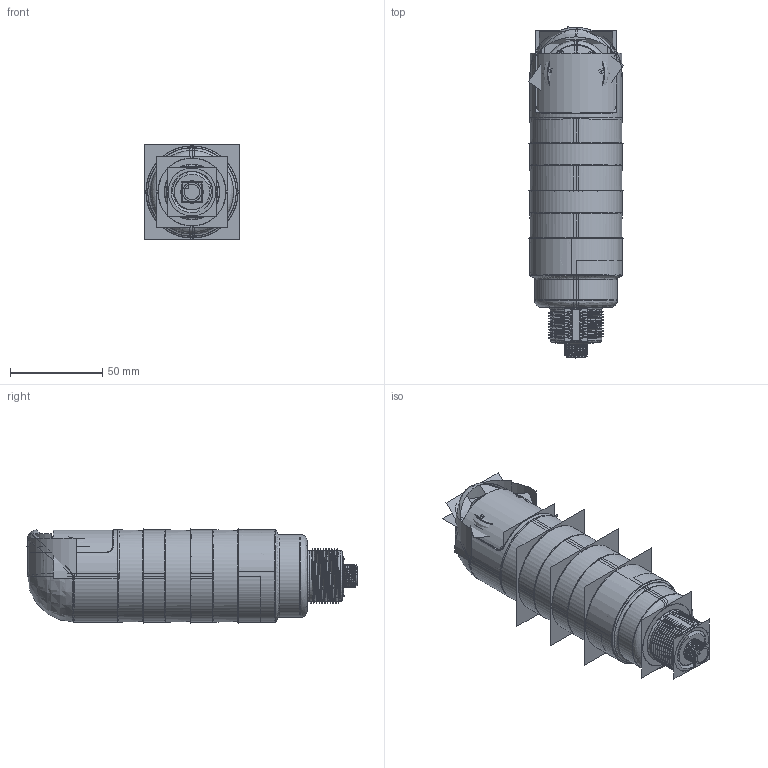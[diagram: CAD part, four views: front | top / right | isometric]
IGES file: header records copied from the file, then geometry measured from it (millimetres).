
Start section:  PTC IGES file: 160287_sm01.igs
Global section: file name: 160287_sm01.igs; native system: Creo Parametric by PTC Inc.; preprocessor: 2019292; author: PDMAdmin; organization: Unknown; date: 20220601.112822; units: millimetre
Bounding box: 52 x 180.05 x 52 mm (x, y, z)
Volume: 279226.4 mm3; surface area: 177419.4 mm2
Topology: 2 solids, 3 shells, 886 faces, 4574 edges, 5761 vertices
Faces by surface type: revolution 444, bspline 352, extrusion 90
